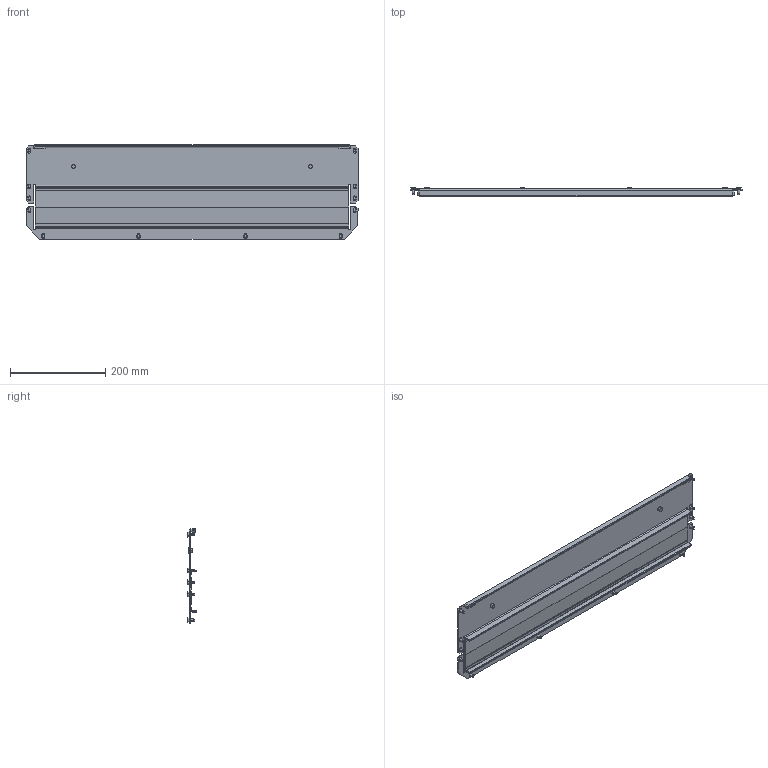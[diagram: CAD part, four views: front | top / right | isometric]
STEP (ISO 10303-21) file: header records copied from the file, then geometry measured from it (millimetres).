
FILE_DESCRIPTION (( 'STEP AP203' ), '1' );
FILE_NAME ('UR55401200080 Ïàíåëü ñ ùåòî÷íûì ââîäîì êîíöåâàÿ 200ìì RS52 00.80 (000.801.557-01).STEP', '2022-04-14T07:12:04', ( '' ), ( '' ), 'SwSTEP 2.0', 'SolidWorks 2017', '' );
FILE_SCHEMA (( 'CONFIG_CONTROL_DESIGN' ));
Length unit declared in the file: millimetre
Products named in the file (10): ч蜱齁罻 ST-9; Ñêîò÷ äâóõñòîðîííèé äëÿ ù¸òî÷íîãî ââîäà_650; Óïëîòíèòåëü 3õ10 ïàíåëåé îñíîâàíèÿ Ó_03 (00.80); 003-507 Ïàíåëü îñíîâàíèÿ_01 (00.80); Âèíò DIN 7500 C TORX_Œ5å12; 003-506 Ïàíåëü îñíîâàíèÿ_01 (00.80); 044-99 椓襚趌01 (660 洵) 00.80; 000.130.480 Ïàíåëü îñíîâàíèÿ_01 (00.80); UR55401200080 Ïàíåëü ñ ùåòî÷íûì ââîäîì êîíöåâàÿ 200ìì RS52 00.80 (000.801.557-01); 000.130.479 Ïàíåëü îñíîâàíèÿ_01 (00.80)
Assembly tree (23 placements, depth 3):
  UR55401200080 Ïàíåëü ñ ùåòî÷íûì ââîäîì êîíöåâàÿ 200ìì RS52 00.80 (000.801.557-01)
    000.130.480 Ïàíåëü îñíîâàíèÿ_01 (00.80)
      003-507 Ïàíåëü îñíîâàíèÿ_01 (00.80)
      Óïëîòíèòåëü 3õ10 ïàíåëåé îñíîâàíèÿ Ó_03 (00.80)
      ч蜱齁罻 ST-9  x2
      044-99 椓襚趌01 (660 洵) 00.80
      Ñêîò÷ äâóõñòîðîííèé äëÿ ù¸òî÷íîãî ââîäà_650
    Âèíò DIN 7500 C TORX_Œ5å12  x12
    000.130.479 Ïàíåëü îñíîâàíèÿ_01 (00.80)
      003-506 Ïàíåëü îñíîâàíèÿ_01 (00.80)
      044-99 椓襚趌01 (660 洵) 00.80
      Ñêîò÷ äâóõñòîðîííèé äëÿ ù¸òî÷íîãî ââîäà_650
Bounding box: 698 x 19.69 x 199.5 mm (x, y, z)
Volume: 444149.9 mm3; surface area: 477739.9 mm2
Topology: 23 solids, 23 shells, 770 faces, 2040 edges, 1332 vertices
Faces by surface type: plane 384, cylinder 294, cone 52, sphere 24, torus 16
Entity records: 9399 total; most frequent: CARTESIAN_POINT 1487, DIRECTION 1408, ORIENTED_EDGE 1318, EDGE_CURVE 659, AXIS2_PLACEMENT_3D 489, LINE 430, VECTOR 430, VERTEX_POINT 422
